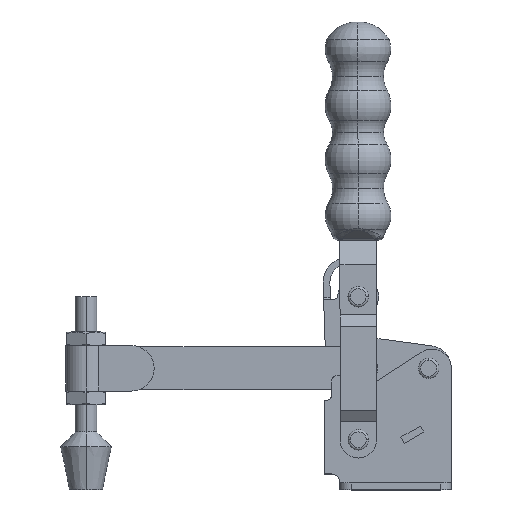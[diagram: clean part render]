
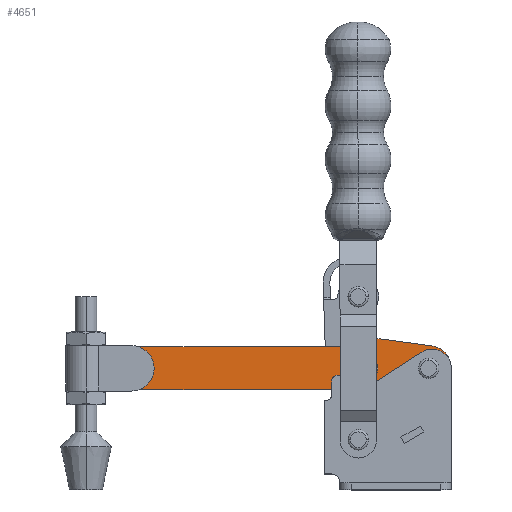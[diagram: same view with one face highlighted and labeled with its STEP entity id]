
A CAD part, top view. The second image highlights one B-rep face of the part: STEP entity #4651.
In plain terms, the highlighted planar face has unit normal (0, 0, 1).
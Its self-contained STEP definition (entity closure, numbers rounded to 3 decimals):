
#487 = VERTEX_POINT ( 'NONE', #3574 ) ;
#505 = VERTEX_POINT ( 'NONE', #11446 ) ;
#526 = EDGE_CURVE ( 'NONE', #4047, #487, #4866, .T. ) ;
#634 = ORIENTED_EDGE ( 'NONE', *, *, #10522, .T. ) ;
#829 = CARTESIAN_POINT ( 'NONE',  ( -40., 53.5, 4. ) ) ;
#983 = DIRECTION ( 'NONE',  ( 1., 0., 0. ) ) ;
#1056 = CARTESIAN_POINT ( 'NONE',  ( -37., 53.496, 4. ) ) ;
#1260 = CARTESIAN_POINT ( 'NONE',  ( -40., 53.496, 4. ) ) ;
#1278 = PLANE ( 'NONE',  #5796 ) ;
#1349 = DIRECTION ( 'NONE',  ( -0.991, 0.133, 0. ) ) ;
#1391 = VERTEX_POINT ( 'NONE', #3341 ) ;
#1666 = CARTESIAN_POINT ( 'NONE',  ( -52.278, 44., 4. ) ) ;
#1742 = DIRECTION ( 'NONE',  ( 1., 0., 0. ) ) ;
#1770 = DIRECTION ( 'NONE',  ( 0., 0., -1. ) ) ;
#1820 = EDGE_CURVE ( 'NONE', #6478, #1391, #2347, .T. ) ;
#1961 = VERTEX_POINT ( 'NONE', #4478 ) ;
#1996 = FACE_BOUND ( 'NONE', #3355, .T. ) ;
#2102 = DIRECTION ( 'NONE',  ( 0., 0., 1. ) ) ;
#2160 = AXIS2_PLACEMENT_3D ( 'NONE', #7563, #3196, #9563 ) ;
#2347 = CIRCLE ( 'NONE', #8240, 3. ) ;
#2455 = CIRCLE ( 'NONE', #8259, 10. ) ;
#2683 = ORIENTED_EDGE ( 'NONE', *, *, #11784, .T. ) ;
#2887 = DIRECTION ( 'NONE',  ( 0., 0., 1. ) ) ;
#2902 = EDGE_CURVE ( 'NONE', #10748, #505, #11008, .T. ) ;
#2941 = ORIENTED_EDGE ( 'NONE', *, *, #9709, .T. ) ;
#2974 = VECTOR ( 'NONE', #11379, 1000. ) ;
#3073 = EDGE_CURVE ( 'NONE', #10295, #10748, #2455, .T. ) ;
#3099 = CIRCLE ( 'NONE', #3509, 3. ) ;
#3196 = DIRECTION ( 'NONE',  ( 0., 0., 1. ) ) ;
#3293 = CIRCLE ( 'NONE', #11469, 14. ) ;
#3341 = CARTESIAN_POINT ( 'NONE',  ( -13., 53.5, 4. ) ) ;
#3355 = EDGE_LOOP ( 'NONE', ( #5312, #8453 ) ) ;
#3370 = CARTESIAN_POINT ( 'NONE',  ( -52.278, 68., 4. ) ) ;
#3509 = AXIS2_PLACEMENT_3D ( 'NONE', #9610, #10215, #5837 ) ;
#3574 = CARTESIAN_POINT ( 'NONE',  ( -140.3, 63., 4. ) ) ;
#3639 = ORIENTED_EDGE ( 'NONE', *, *, #8015, .T. ) ;
#3739 = CIRCLE ( 'NONE', #10358, 5. ) ;
#4003 = ORIENTED_EDGE ( 'NONE', *, *, #526, .T. ) ;
#4047 = VERTEX_POINT ( 'NONE', #8317 ) ;
#4245 = CARTESIAN_POINT ( 'NONE',  ( -38.133, 39.625, 4. ) ) ;
#4270 = DIRECTION ( 'NONE',  ( 1., 0., 0. ) ) ;
#4283 = DIRECTION ( 'NONE',  ( 1., 0., 0. ) ) ;
#4289 = LINE ( 'NONE', #1666, #11725 ) ;
#4443 = EDGE_CURVE ( 'NONE', #1961, #7468, #4289, .T. ) ;
#4478 = CARTESIAN_POINT ( 'NONE',  ( -140.3, 44., 4. ) ) ;
#4651 = ADVANCED_FACE ( 'NONE', ( #1996, #11869, #9348 ), #1278, .T. ) ;
#4736 = CARTESIAN_POINT ( 'NONE',  ( -52.278, 63., 4. ) ) ;
#4841 = EDGE_CURVE ( 'NONE', #9839, #5656, #3293, .T. ) ;
#4866 = LINE ( 'NONE', #4736, #7281 ) ;
#4999 = ORIENTED_EDGE ( 'NONE', *, *, #8422, .F. ) ;
#5227 = CIRCLE ( 'NONE', #2160, 3. ) ;
#5312 = ORIENTED_EDGE ( 'NONE', *, *, #6105, .F. ) ;
#5396 = LINE ( 'NONE', #10614, #2974 ) ;
#5408 = DIRECTION ( 'NONE',  ( 0., -1., 0. ) ) ;
#5518 = DIRECTION ( 'NONE',  ( 1., 0., 0. ) ) ;
#5656 = VERTEX_POINT ( 'NONE', #4245 ) ;
#5796 = AXIS2_PLACEMENT_3D ( 'NONE', #8482, #8659, #6997 ) ;
#5837 = DIRECTION ( 'NONE',  ( 1., 0., 0. ) ) ;
#6102 = CARTESIAN_POINT ( 'NONE',  ( -10., 53.5, 4. ) ) ;
#6105 = EDGE_CURVE ( 'NONE', #1391, #6478, #5227, .T. ) ;
#6352 = EDGE_LOOP ( 'NONE', ( #11040, #6581, #2683, #8635, #3639, #6984, #10569, #2941, #634, #4003 ) ) ;
#6359 = AXIS2_PLACEMENT_3D ( 'NONE', #1260, #2102, #7631 ) ;
#6375 = CARTESIAN_POINT ( 'NONE',  ( -49.047, 42.816, 4. ) ) ;
#6478 = VERTEX_POINT ( 'NONE', #7300 ) ;
#6581 = ORIENTED_EDGE ( 'NONE', *, *, #4443, .T. ) ;
#6984 = ORIENTED_EDGE ( 'NONE', *, *, #3073, .T. ) ;
#6997 = DIRECTION ( 'NONE',  ( 1., 0., 0. ) ) ;
#7200 = DIRECTION ( 'NONE',  ( 0., 0., 1. ) ) ;
#7225 = CARTESIAN_POINT ( 'NONE',  ( -52.278, 39., 4. ) ) ;
#7278 = CARTESIAN_POINT ( 'NONE',  ( -140.3, 49., 4. ) ) ;
#7281 = VECTOR ( 'NONE', #8395, 1000. ) ;
#7300 = CARTESIAN_POINT ( 'NONE',  ( -7., 53.5, 4. ) ) ;
#7468 = VERTEX_POINT ( 'NONE', #9745 ) ;
#7543 = CARTESIAN_POINT ( 'NONE',  ( -8.667, 43.589, 4. ) ) ;
#7563 = CARTESIAN_POINT ( 'NONE',  ( -10., 53.5, 4. ) ) ;
#7579 = AXIS2_PLACEMENT_3D ( 'NONE', #7225, #1770, #8175 ) ;
#7631 = DIRECTION ( 'NONE',  ( 1., 0., 0. ) ) ;
#7673 = CIRCLE ( 'NONE', #6359, 3. ) ;
#7909 = ORIENTED_EDGE ( 'NONE', *, *, #8784, .F. ) ;
#8015 = EDGE_CURVE ( 'NONE', #5656, #10295, #5396, .T. ) ;
#8175 = DIRECTION ( 'NONE',  ( 1., 0., 0. ) ) ;
#8240 = AXIS2_PLACEMENT_3D ( 'NONE', #6102, #9859, #4283 ) ;
#8259 = AXIS2_PLACEMENT_3D ( 'NONE', #8372, #2887, #9345 ) ;
#8303 = CARTESIAN_POINT ( 'NONE',  ( -8.667, 63.411, 4. ) ) ;
#8317 = CARTESIAN_POINT ( 'NONE',  ( -52.278, 63., 4. ) ) ;
#8372 = CARTESIAN_POINT ( 'NONE',  ( -10., 53.5, 4. ) ) ;
#8395 = DIRECTION ( 'NONE',  ( -1., 0., 0. ) ) ;
#8422 = EDGE_CURVE ( 'NONE', #11416, #9958, #7673, .T. ) ;
#8453 = ORIENTED_EDGE ( 'NONE', *, *, #1820, .F. ) ;
#8482 = CARTESIAN_POINT ( 'NONE',  ( -135.3, 49., 4. ) ) ;
#8635 = ORIENTED_EDGE ( 'NONE', *, *, #4841, .T. ) ;
#8659 = DIRECTION ( 'NONE',  ( 0., 0., 1. ) ) ;
#8705 = VERTEX_POINT ( 'NONE', #10625 ) ;
#8744 = CIRCLE ( 'NONE', #7579, 5. ) ;
#8784 = EDGE_CURVE ( 'NONE', #9958, #11416, #3099, .T. ) ;
#9258 = EDGE_CURVE ( 'NONE', #487, #1961, #10023, .T. ) ;
#9345 = DIRECTION ( 'NONE',  ( 1., 0., 0. ) ) ;
#9346 = CARTESIAN_POINT ( 'NONE',  ( -43., 53.496, 4. ) ) ;
#9348 = FACE_OUTER_BOUND ( 'NONE', #6352, .T. ) ;
#9365 = EDGE_LOOP ( 'NONE', ( #4999, #7909 ) ) ;
#9415 = CARTESIAN_POINT ( 'NONE',  ( -40., 53.5, 4. ) ) ;
#9563 = DIRECTION ( 'NONE',  ( 1., 0., 0. ) ) ;
#9610 = CARTESIAN_POINT ( 'NONE',  ( -40., 53.496, 4. ) ) ;
#9709 = EDGE_CURVE ( 'NONE', #505, #8705, #10627, .T. ) ;
#9736 = VECTOR ( 'NONE', #5408, 1000. ) ;
#9745 = CARTESIAN_POINT ( 'NONE',  ( -52.278, 44., 4. ) ) ;
#9839 = VERTEX_POINT ( 'NONE', #6375 ) ;
#9847 = DIRECTION ( 'NONE',  ( 0., 0., -1. ) ) ;
#9859 = DIRECTION ( 'NONE',  ( 0., 0., 1. ) ) ;
#9958 = VERTEX_POINT ( 'NONE', #1056 ) ;
#10023 = LINE ( 'NONE', #7278, #9736 ) ;
#10215 = DIRECTION ( 'NONE',  ( 0., 0., 1. ) ) ;
#10257 = AXIS2_PLACEMENT_3D ( 'NONE', #829, #7200, #1742 ) ;
#10295 = VERTEX_POINT ( 'NONE', #7543 ) ;
#10317 = DIRECTION ( 'NONE',  ( 0., 0., 1. ) ) ;
#10358 = AXIS2_PLACEMENT_3D ( 'NONE', #3370, #9847, #4270 ) ;
#10439 = VECTOR ( 'NONE', #1349, 1000. ) ;
#10522 = EDGE_CURVE ( 'NONE', #8705, #4047, #3739, .T. ) ;
#10569 = ORIENTED_EDGE ( 'NONE', *, *, #2902, .T. ) ;
#10614 = CARTESIAN_POINT ( 'NONE',  ( -38.133, 39.625, 4. ) ) ;
#10625 = CARTESIAN_POINT ( 'NONE',  ( -49.047, 64.184, 4. ) ) ;
#10627 = CIRCLE ( 'NONE', #10257, 14. ) ;
#10748 = VERTEX_POINT ( 'NONE', #8303 ) ;
#11008 = LINE ( 'NONE', #11652, #10439 ) ;
#11040 = ORIENTED_EDGE ( 'NONE', *, *, #9258, .T. ) ;
#11379 = DIRECTION ( 'NONE',  ( 0.991, 0.133, 0. ) ) ;
#11416 = VERTEX_POINT ( 'NONE', #9346 ) ;
#11446 = CARTESIAN_POINT ( 'NONE',  ( -38.133, 67.375, 4. ) ) ;
#11469 = AXIS2_PLACEMENT_3D ( 'NONE', #9415, #10317, #983 ) ;
#11652 = CARTESIAN_POINT ( 'NONE',  ( -38.133, 67.375, 4. ) ) ;
#11725 = VECTOR ( 'NONE', #5518, 1000. ) ;
#11784 = EDGE_CURVE ( 'NONE', #7468, #9839, #8744, .T. ) ;
#11869 = FACE_BOUND ( 'NONE', #9365, .T. ) ;
